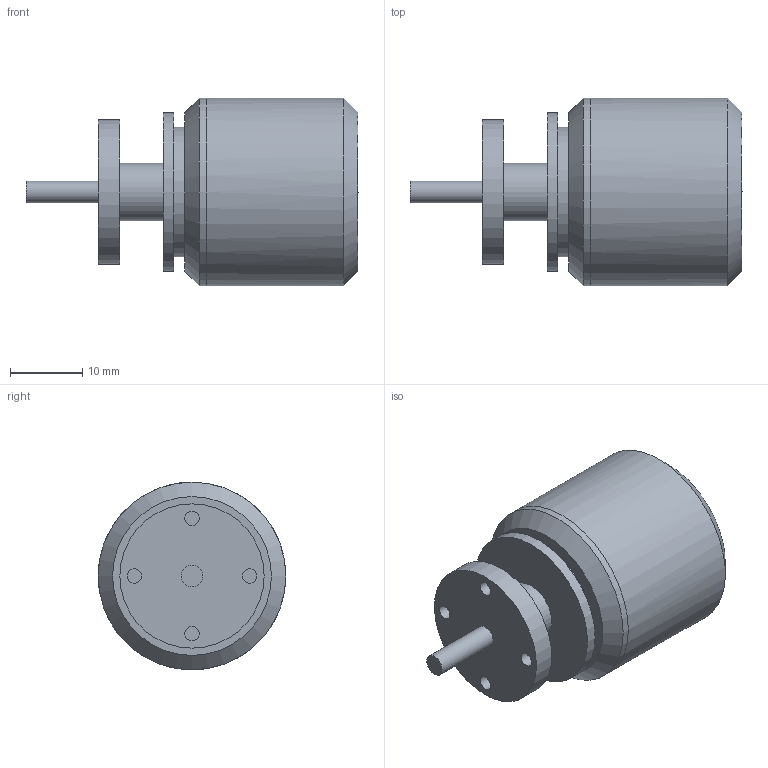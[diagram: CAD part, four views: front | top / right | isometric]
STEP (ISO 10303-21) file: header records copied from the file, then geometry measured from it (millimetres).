
FILE_DESCRIPTION(('FreeCAD Model'),'2;1');
FILE_NAME('HK2627.step','2015-04-08T12:09:26',('Author'),(''), 'Open CASCADE STEP processor 6.8','FreeCAD','Unknown');
FILE_SCHEMA(('AUTOMOTIVE_DESIGN_CC2 { 1 2 10303 214 -1 1 5 4 }'));
Length unit declared in the file: millimetre
Products named in the file (1): HK2627
Bounding box: 46 x 26 x 26 mm (x, y, z)
Volume: 14661.3 mm3; surface area: 4271.8 mm2
Topology: 1 solids, 1 shells, 21 faces, 39 edges, 25 vertices
Faces by surface type: cylinder 11, plane 7, cone 2, bspline 1
Full cylindrical faces by diameter (mm): 2 x4, 3 x1, 8 x1, 18 x1, 20 x1, 22 x1, 26 x2
Entity records: 1174 total; most frequent: CARTESIAN_POINT 323, DIRECTION 161, ORIENTED_EDGE 76, PCURVE 76, DEFINITIONAL_REPRESENTATION 76, LINE 62, VECTOR 62, AXIS2_PLACEMENT_3D 43
